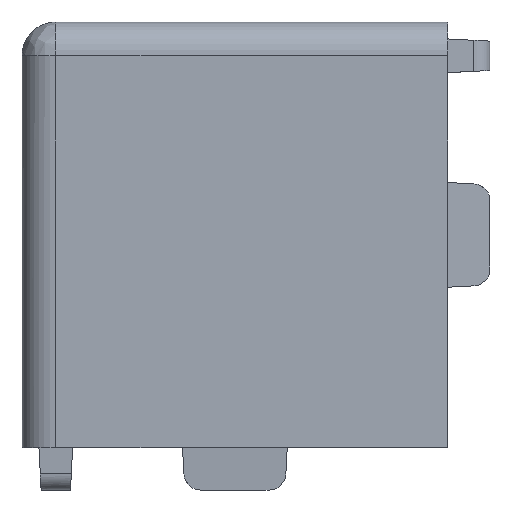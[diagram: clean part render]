
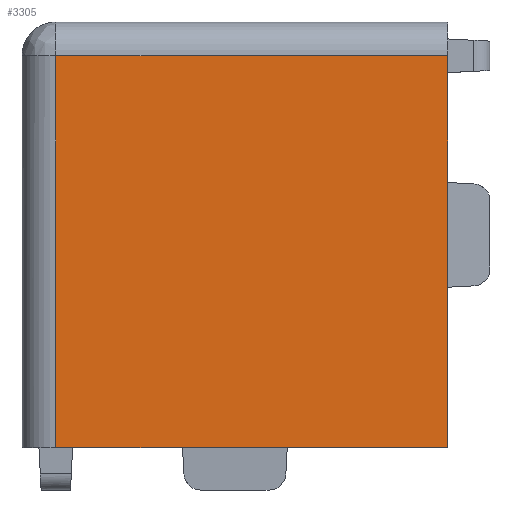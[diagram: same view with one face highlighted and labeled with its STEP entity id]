
A CAD part, front view. The second image highlights one B-rep face of the part: STEP entity #3305.
In plain terms, the highlighted planar face has unit normal (0, -1, 0).
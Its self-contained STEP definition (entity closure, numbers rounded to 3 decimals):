
#33 = EDGE_CURVE ( 'NONE', #6944, #7954, #2822, .T. ) ;
#358 = EDGE_CURVE ( 'NONE', #2744, #6944, #6190, .T. ) ;
#434 = VECTOR ( 'NONE', #2880, 1000. ) ;
#644 = LINE ( 'NONE', #7928, #2471 ) ;
#1379 = PLANE ( 'NONE',  #4522 ) ;
#1511 = FACE_OUTER_BOUND ( 'NONE', #8739, .T. ) ;
#2471 = VECTOR ( 'NONE', #8707, 1000. ) ;
#2509 = LINE ( 'NONE', #9813, #434 ) ;
#2611 = CARTESIAN_POINT ( 'NONE',  ( 12.6, -12.6, 10.6 ) ) ;
#2744 = VERTEX_POINT ( 'NONE', #4362 ) ;
#2822 = LINE ( 'NONE', #6122, #6682 ) ;
#2880 = DIRECTION ( 'NONE',  ( 0., 0., -1. ) ) ;
#3305 = ADVANCED_FACE ( 'NONE', ( #1511 ), #1379, .F. ) ;
#3383 = ORIENTED_EDGE ( 'NONE', *, *, #9759, .F. ) ;
#3586 = CARTESIAN_POINT ( 'NONE',  ( -10.6, -12.6, 10.6 ) ) ;
#3790 = CARTESIAN_POINT ( 'NONE',  ( -12.6, -12.6, 12.6 ) ) ;
#4362 = CARTESIAN_POINT ( 'NONE',  ( 12.6, -12.6, -12.6 ) ) ;
#4446 = CARTESIAN_POINT ( 'NONE',  ( -10.6, -12.6, -12.6 ) ) ;
#4522 = AXIS2_PLACEMENT_3D ( 'NONE', #3790, #9166, #4579 ) ;
#4579 = DIRECTION ( 'NONE',  ( 0., 0., 1. ) ) ;
#4937 = DIRECTION ( 'NONE',  ( 0., 0., 1. ) ) ;
#5615 = ORIENTED_EDGE ( 'NONE', *, *, #8953, .F. ) ;
#5668 = ORIENTED_EDGE ( 'NONE', *, *, #33, .F. ) ;
#6122 = CARTESIAN_POINT ( 'NONE',  ( -10.6, -12.6, 12.6 ) ) ;
#6190 = LINE ( 'NONE', #8059, #8240 ) ;
#6682 = VECTOR ( 'NONE', #4937, 1000. ) ;
#6899 = ORIENTED_EDGE ( 'NONE', *, *, #358, .F. ) ;
#6944 = VERTEX_POINT ( 'NONE', #4446 ) ;
#7536 = VERTEX_POINT ( 'NONE', #2611 ) ;
#7928 = CARTESIAN_POINT ( 'NONE',  ( -12.6, -12.6, 10.6 ) ) ;
#7954 = VERTEX_POINT ( 'NONE', #3586 ) ;
#8059 = CARTESIAN_POINT ( 'NONE',  ( -12.6, -12.6, -12.6 ) ) ;
#8094 = DIRECTION ( 'NONE',  ( -1., 0., 0. ) ) ;
#8240 = VECTOR ( 'NONE', #8094, 1000. ) ;
#8707 = DIRECTION ( 'NONE',  ( 1., 0., 0. ) ) ;
#8739 = EDGE_LOOP ( 'NONE', ( #3383, #5668, #6899, #5615 ) ) ;
#8953 = EDGE_CURVE ( 'NONE', #7536, #2744, #2509, .T. ) ;
#9166 = DIRECTION ( 'NONE',  ( 0., 1., 0. ) ) ;
#9759 = EDGE_CURVE ( 'NONE', #7954, #7536, #644, .T. ) ;
#9813 = CARTESIAN_POINT ( 'NONE',  ( 12.6, -12.6, 12.6 ) ) ;
